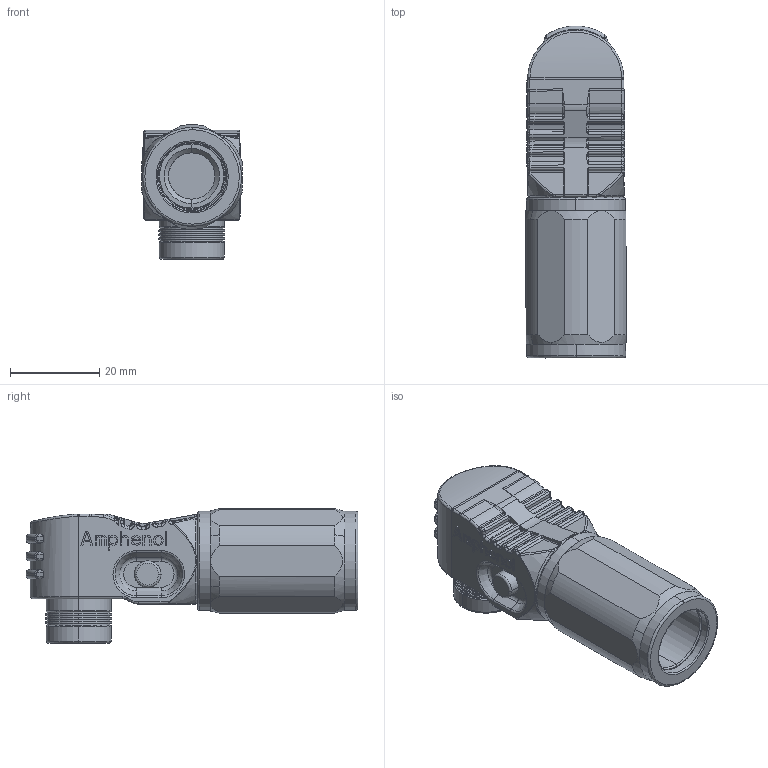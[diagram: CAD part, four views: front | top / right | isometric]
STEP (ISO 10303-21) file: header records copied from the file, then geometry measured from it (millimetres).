
FILE_DESCRIPTION((''),'2;1');
FILE_NAME('10-730188-_00_SW0001','2016-11-09T',('Administrator'),(''),'PRO/ENGINEER BY PARAMETRIC TECHNOLOGY CORPORATION, 2013410','PRO/ENGINEER BY PARAMETRIC TECHNOLOGY CORPORATION, 2013410','');
FILE_SCHEMA(('CONFIG_CONTROL_DESIGN'));
Products named in the file (1): 10-730188-_00_SW0001
Bounding box: 22.5 x 74.51 x 30.22 mm (x, y, z)
Volume: 12119.9 mm3; surface area: 23260.3 mm2
Topology: 5 solids, 6 shells, 1370 faces, 3591 edges, 2237 vertices
Faces by surface type: plane 678, cylinder 292, torus 169, bspline 139, cone 71, sphere 18, extrusion 3
Entity records: 58276 total; most frequent: CARTESIAN_POINT 25440, ORIENTED_EDGE 7182, DIRECTION 6378, EDGE_CURVE 3591, VERTEX_POINT 2237, AXIS2_PLACEMENT_3D 2149, VECTOR 2080, LINE 2077
